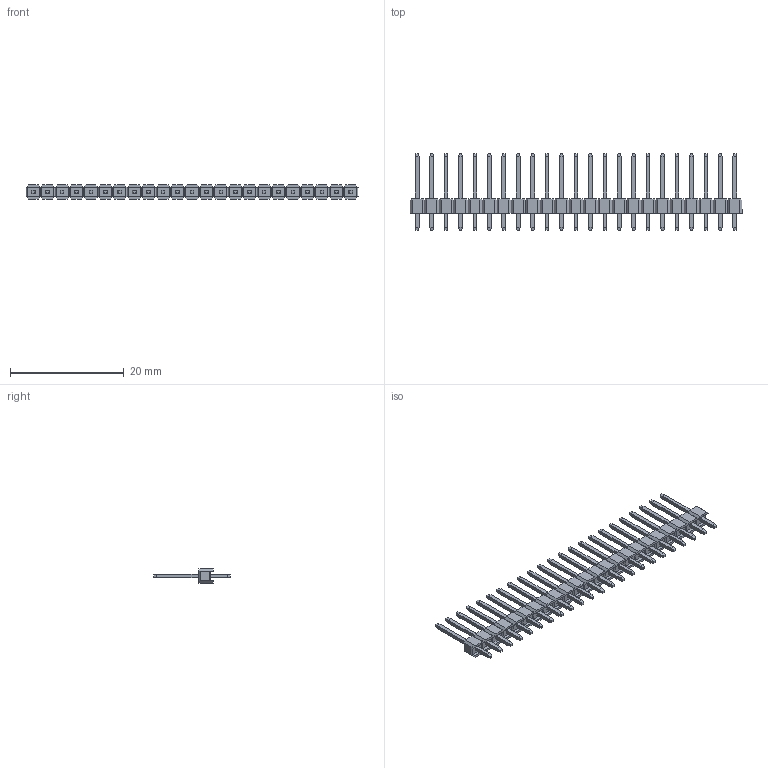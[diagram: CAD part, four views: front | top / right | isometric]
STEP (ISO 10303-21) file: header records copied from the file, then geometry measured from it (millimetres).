
FILE_DESCRIPTION (( 'STEP AP214' ), '1' );
FILE_NAME ('1x23 Male Pin Header.STEP', '2021-11-12T15:31:03', ( 'M.B.I.' ), ( '' ), 'SwSTEP 2.0', '', '' );
FILE_SCHEMA (( 'AUTOMOTIVE_DESIGN' ));
Length unit declared in the file: millimetre
Products named in the file (1): 1x23 Male Pin Header
Bounding box: 58.42 x 13.54 x 2.5 mm (x, y, z)
Volume: 401.1 mm3; surface area: 1591.2 mm2
Topology: 24 solids, 24 shells, 882 faces, 2268 edges, 1434 vertices
Faces by surface type: plane 882
Entity records: 26233 total; most frequent: CARTESIAN_POINT 4585, ORIENTED_EDGE 4536, DIRECTION 4034, LINE 2268, VECTOR 2268, EDGE_CURVE 2268, VERTEX_POINT 1434, EDGE_LOOP 928
